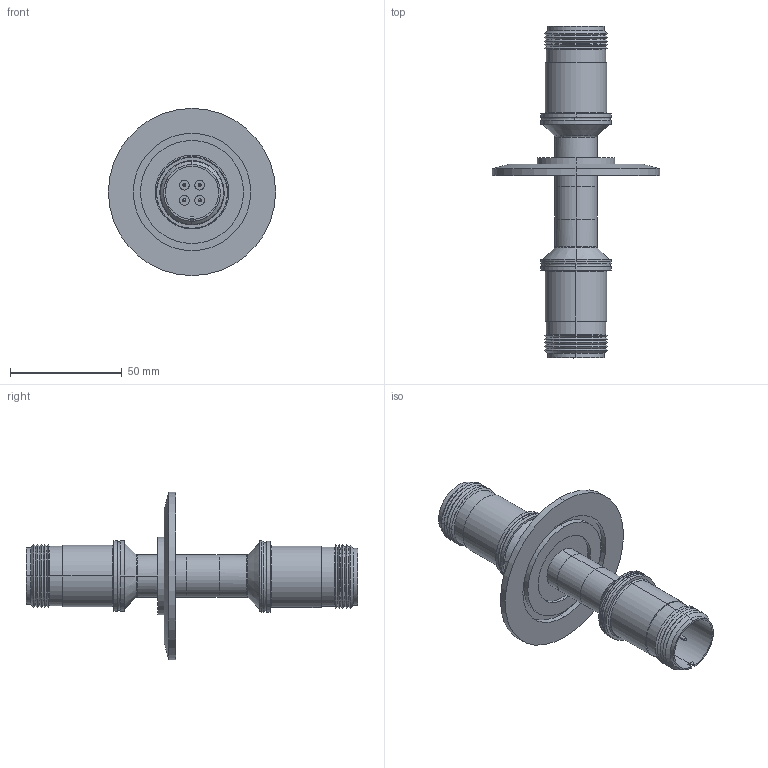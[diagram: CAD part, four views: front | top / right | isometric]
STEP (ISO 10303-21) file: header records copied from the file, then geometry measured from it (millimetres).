
FILE_DESCRIPTION (( 'STEP AP203' ), '1' );
FILE_NAME ('A2563-2-QF.STEP', '2013-04-04T11:30:49', ( '' ), ( '' ), 'SwSTEP 2.0', 'SolidWorks 2012', '' );
FILE_SCHEMA (( 'CONFIG_CONTROL_DESIGN' ));
Length unit declared in the file: inch
Products named in the file (1): A2563-2-QF
Bounding box: 74.93 x 148.72 x 74.93 mm (x, y, z)
Volume: 39458.1 mm3; surface area: 45345.4 mm2
Topology: 1 solids, 2 shells, 364 faces, 808 edges, 516 vertices
Faces by surface type: cylinder 182, plane 98, cone 52, bspline 32
Entity records: 11145 total; most frequent: CARTESIAN_POINT 2663, DIRECTION 1940, ORIENTED_EDGE 1616, AXIS2_PLACEMENT_3D 833, EDGE_CURVE 808, VERTEX_POINT 516, CIRCLE 500, EDGE_LOOP 468
